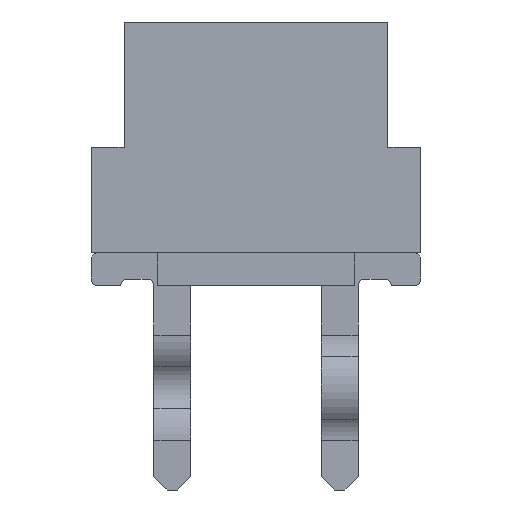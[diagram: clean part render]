
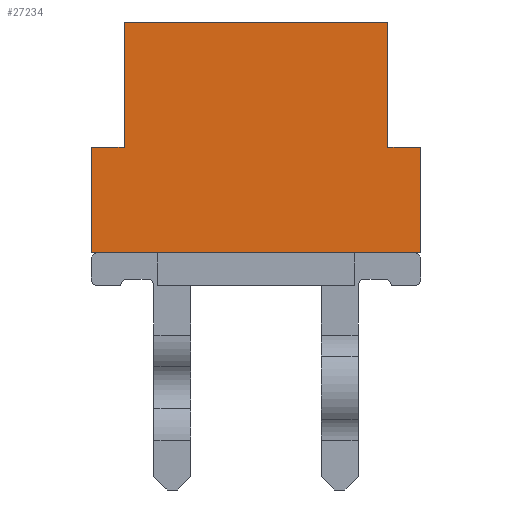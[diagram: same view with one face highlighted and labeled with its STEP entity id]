
A CAD part, front view. The second image highlights one B-rep face of the part: STEP entity #27234.
In plain terms, the highlighted face is planar.
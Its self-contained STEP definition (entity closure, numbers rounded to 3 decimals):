
#2842=ORIENTED_EDGE('',*,*,#7518,.T.);
#2843=ORIENTED_EDGE('',*,*,#7965,.F.);
#2844=ORIENTED_EDGE('',*,*,#8342,.F.);
#2845=ORIENTED_EDGE('',*,*,#8009,.F.);
#2846=ORIENTED_EDGE('',*,*,#8005,.F.);
#2847=ORIENTED_EDGE('',*,*,#8007,.T.);
#2848=ORIENTED_EDGE('',*,*,#8339,.F.);
#2849=ORIENTED_EDGE('',*,*,#7945,.T.);
#7518=EDGE_CURVE('',#10413,#10412,#12252,.T.);
#7945=EDGE_CURVE('',#10770,#10413,#12677,.T.);
#7965=EDGE_CURVE('',#10786,#10412,#12693,.T.);
#8005=EDGE_CURVE('',#10813,#10807,#12729,.T.);
#8007=EDGE_CURVE('',#10813,#10814,#12731,.T.);
#8009=EDGE_CURVE('',#10807,#10815,#12733,.T.);
#8339=EDGE_CURVE('',#10770,#10814,#13057,.T.);
#8342=EDGE_CURVE('',#10815,#10786,#13060,.T.);
#10412=VERTEX_POINT('',#36600);
#10413=VERTEX_POINT('',#36602);
#10770=VERTEX_POINT('',#37491);
#10786=VERTEX_POINT('',#37529);
#10807=VERTEX_POINT('',#37588);
#10813=VERTEX_POINT('',#37602);
#10814=VERTEX_POINT('',#37606);
#10815=VERTEX_POINT('',#37611);
#12252=LINE('',#36601,#14698);
#12677=LINE('',#37490,#15123);
#12693=LINE('',#37530,#15139);
#12729=LINE('',#37603,#15175);
#12731=LINE('',#37607,#15177);
#12733=LINE('',#37610,#15179);
#13057=LINE('',#38195,#15503);
#13060=LINE('',#38202,#15506);
#14698=VECTOR('',#30620,1000.);
#15123=VECTOR('',#31259,1000.);
#15139=VECTOR('',#31289,1000.);
#15175=VECTOR('',#31345,1000.);
#15177=VECTOR('',#31349,1000.);
#15179=VECTOR('',#31353,1000.);
#15503=VECTOR('',#31927,1000.);
#15506=VECTOR('',#31936,1000.);
#16997=EDGE_LOOP('',(#2842,#2843,#2844,#2845,#2846,#2847,#2848,#2849));
#18075=FACE_BOUND('',#16997,.T.);
#19144=PLANE('',#28442);
#27234=ADVANCED_FACE('',(#18075),#19144,.F.);
#28442=AXIS2_PLACEMENT_3D('',#38201,#31934,#31935);
#30620=DIRECTION('',(0.,1.,0.));
#31259=DIRECTION('',(0.,0.,-1.));
#31289=DIRECTION('',(0.,0.,-1.));
#31345=DIRECTION('',(0.,1.,0.));
#31349=DIRECTION('',(0.,0.,-1.));
#31353=DIRECTION('',(0.,0.,-1.));
#31927=DIRECTION('',(0.,1.,0.));
#31934=DIRECTION('',(-1.,0.,0.));
#31935=DIRECTION('',(0.,0.,1.));
#31936=DIRECTION('',(0.,1.,0.));
#36600=CARTESIAN_POINT('',(9.92,2.5,0.));
#36601=CARTESIAN_POINT('',(9.92,-2.5,0.));
#36602=CARTESIAN_POINT('',(9.92,-2.5,0.));
#37490=CARTESIAN_POINT('',(9.92,-2.5,1.6));
#37491=CARTESIAN_POINT('',(9.92,-2.5,1.6));
#37529=CARTESIAN_POINT('',(9.92,2.5,1.6));
#37530=CARTESIAN_POINT('',(9.92,2.5,1.6));
#37588=CARTESIAN_POINT('',(9.92,2.,3.5));
#37602=CARTESIAN_POINT('',(9.92,-2.,3.5));
#37603=CARTESIAN_POINT('',(9.92,-2.,3.5));
#37606=CARTESIAN_POINT('',(9.92,-2.,1.6));
#37607=CARTESIAN_POINT('',(9.92,-2.,3.5));
#37610=CARTESIAN_POINT('',(9.92,2.,3.5));
#37611=CARTESIAN_POINT('',(9.92,2.,1.6));
#38195=CARTESIAN_POINT('',(9.92,-2.5,1.6));
#38201=CARTESIAN_POINT('',(9.92,-2.5,1.6));
#38202=CARTESIAN_POINT('',(9.92,-2.5,1.6));
